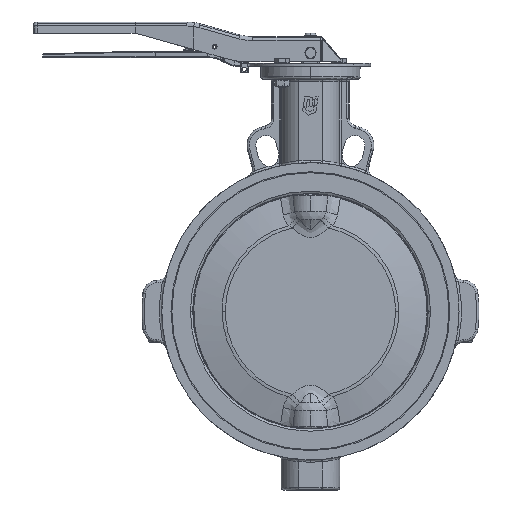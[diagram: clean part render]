
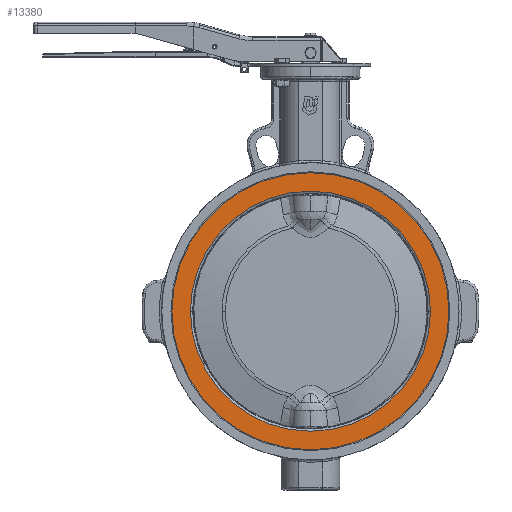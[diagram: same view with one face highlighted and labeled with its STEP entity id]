
A CAD part, left-side view. The second image highlights one B-rep face of the part: STEP entity #13380.
In plain terms, the highlighted planar face has unit normal (-1, 0, 0).
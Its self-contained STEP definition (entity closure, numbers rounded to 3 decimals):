
#10909=CARTESIAN_POINT('',(-39.1,-151.086,0.));
#10910=VERTEX_POINT('',#10909);
#10917=CARTESIAN_POINT('',(-39.1,151.086,0.));
#10918=VERTEX_POINT('',#10917);
#10919=CARTESIAN_POINT('',(-39.1,-0.,0.));
#10920=DIRECTION('',(1.,-0.,-0.));
#10921=DIRECTION('',(-0.,-1.,0.));
#10922=AXIS2_PLACEMENT_3D('',#10919,#10920,#10921);
#10923=CIRCLE('',#10922,151.086);
#10924=EDGE_CURVE('',#10918,#10910,#10923,.T.);
#12963=CARTESIAN_POINT('',(-39.1,-174.4,0.));
#12964=VERTEX_POINT('',#12963);
#12971=CARTESIAN_POINT('',(-39.1,174.4,-0.));
#12972=VERTEX_POINT('',#12971);
#12973=CARTESIAN_POINT('',(-39.1,-0.,0.));
#12974=DIRECTION('',(1.,-0.,0.));
#12975=DIRECTION('',(-0.,-1.,0.));
#12976=AXIS2_PLACEMENT_3D('',#12973,#12974,#12975);
#12977=CIRCLE('',#12976,174.4);
#12978=EDGE_CURVE('',#12964,#12972,#12977,.T.);
#13355=CARTESIAN_POINT('',(-39.1,-162.743,0.));
#13356=DIRECTION('',(-1.,0.,0.));
#13357=DIRECTION('',(0.,0.,-1.));
#13358=AXIS2_PLACEMENT_3D('',#13355,#13356,#13357);
#13359=PLANE('',#13358);
#13360=ORIENTED_EDGE('',*,*,#12978,.F.);
#13361=CARTESIAN_POINT('',(-39.1,-0.,0.));
#13362=DIRECTION('',(1.,-0.,0.));
#13363=DIRECTION('',(-0.,-1.,0.));
#13364=AXIS2_PLACEMENT_3D('',#13361,#13362,#13363);
#13365=CIRCLE('',#13364,174.4);
#13366=EDGE_CURVE('',#12972,#12964,#13365,.T.);
#13367=ORIENTED_EDGE('',*,*,#13366,.F.);
#13368=EDGE_LOOP('',(#13360,#13367));
#13369=FACE_BOUND('',#13368,.T.);
#13370=CARTESIAN_POINT('',(-39.1,-0.,0.));
#13371=DIRECTION('',(1.,-0.,-0.));
#13372=DIRECTION('',(-0.,-1.,0.));
#13373=AXIS2_PLACEMENT_3D('',#13370,#13371,#13372);
#13374=CIRCLE('',#13373,151.086);
#13375=EDGE_CURVE('',#10910,#10918,#13374,.T.);
#13376=ORIENTED_EDGE('',*,*,#13375,.T.);
#13377=ORIENTED_EDGE('',*,*,#10924,.T.);
#13378=EDGE_LOOP('',(#13376,#13377));
#13379=FACE_BOUND('',#13378,.T.);
#13380=ADVANCED_FACE('',(#13369,#13379),#13359,.T.);
